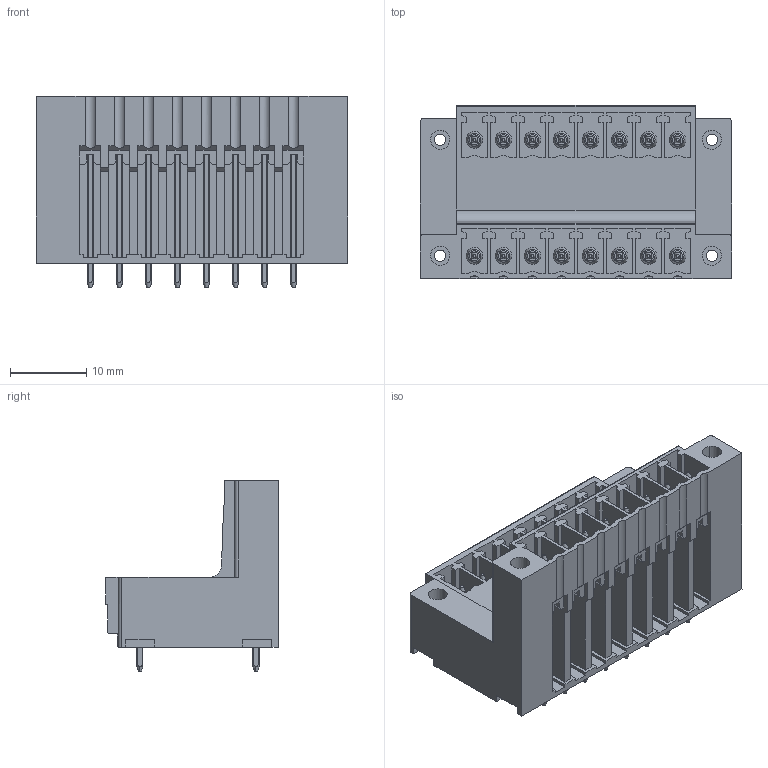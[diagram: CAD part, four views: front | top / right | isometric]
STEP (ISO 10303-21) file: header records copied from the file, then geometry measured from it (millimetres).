
FILE_DESCRIPTION(('CATIA V5 STEP Exchange','CAx-IF Rec.Pracs.--- Model Styling and Organization---1.2---2011-12-15'),'2;1');
FILE_NAME ('D1447316_0', '2018-10-15T07:31:23+00:00', ('none'), ('Weidmueller'), 'CATIA Version 5-6 Release 2014', 'CATIA V5 STEP AP214', 'none');
FILE_SCHEMA(('AUTOMOTIVE_DESIGN { 1 0 10303 214 1 1 1 1 }'));
Length unit declared in the file: millimetre
Products named in the file (1): 1035050000
Bounding box: 40.87 x 22.7 x 25.1 mm (x, y, z)
Volume: 7930.6 mm3; surface area: 9404.3 mm2
Topology: 17 solids, 17 shells, 1008 faces, 2788 edges, 1854 vertices
Faces by surface type: plane 655, cylinder 221, cone 100, torus 32
Entity records: 32594 total; most frequent: CARTESIAN_POINT 9432, ORIENTED_EDGE 5576, DIRECTION 3428, EDGE_CURVE 2788, VECTOR 1948, LINE 1948, VERTEX_POINT 1854, EDGE_LOOP 1104
